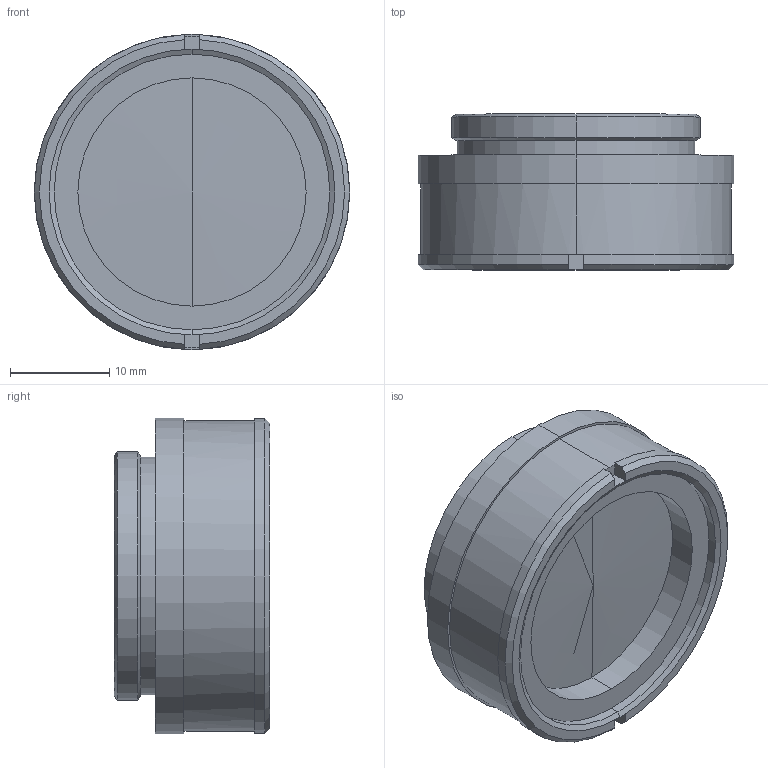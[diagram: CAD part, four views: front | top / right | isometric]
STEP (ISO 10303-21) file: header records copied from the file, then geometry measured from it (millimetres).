
FILE_DESCRIPTION (( 'STEP AP214' ), '1' );
FILE_NAME ('35-00-09-000 OUTLINE.STEP', '2012-11-15T21:31:55', ( '' ), ( '' ), 'SwSTEP 2.0', 'SolidWorks 2011', '' );
FILE_SCHEMA (( 'AUTOMOTIVE_DESIGN' ));
Length unit declared in the file: millimetre
Products named in the file (1): 35-00-09-000 OUTLINE
Bounding box: 31.75 x 15.66 x 31.75 mm (x, y, z)
Volume: 7215.4 mm3; surface area: 3748.2 mm2
Topology: 1 solids, 1 shells, 45 faces, 102 edges, 60 vertices
Faces by surface type: plane 17, cylinder 16, cone 12
Entity records: 1344 total; most frequent: DIRECTION 230, CARTESIAN_POINT 228, ORIENTED_EDGE 196, EDGE_CURVE 98, AXIS2_PLACEMENT_3D 90, VERTEX_POINT 60, LINE 50, VECTOR 50
